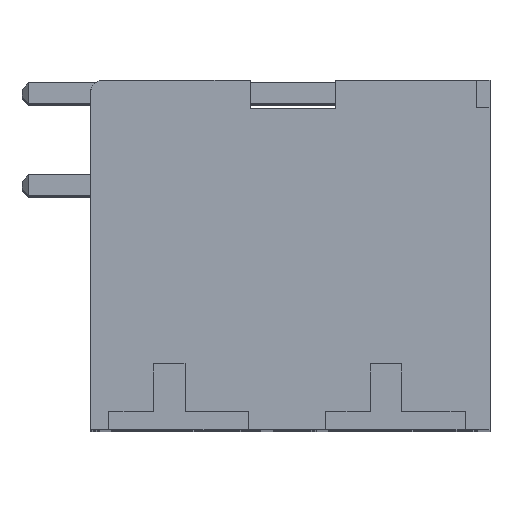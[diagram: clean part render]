
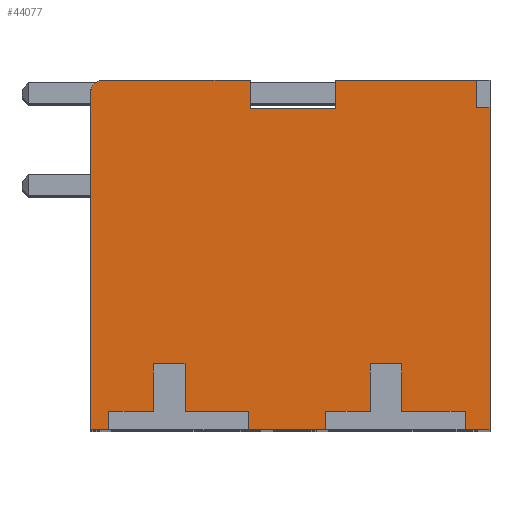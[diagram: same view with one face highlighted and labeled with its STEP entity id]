
A CAD part, top view. The second image highlights one B-rep face of the part: STEP entity #44077.
In plain terms, the highlighted planar face has unit normal (0, 0, 1).
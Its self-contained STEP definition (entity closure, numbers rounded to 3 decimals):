
#11554=DIRECTION('',(-1.,0.,0.));
#11555=VECTOR('',#11554,5.39);
#11556=CARTESIAN_POINT('',(11.703,13.3,33.7));
#11557=LINE('',#11556,#11555);
#11722=DIRECTION('',(0.,-1.,0.));
#11723=VECTOR('',#11722,1.092);
#11724=CARTESIAN_POINT('',(6.313,13.3,33.7));
#11725=LINE('',#11724,#11723);
#11822=DIRECTION('',(0.,1.,0.));
#11823=VECTOR('',#11822,1.092);
#11824=CARTESIAN_POINT('',(3.074,12.208,33.7));
#11825=LINE('',#11824,#11823);
#12246=DIRECTION('',(-1.,0.,0.));
#12247=VECTOR('',#12246,5.716);
#12248=CARTESIAN_POINT('',(3.074,13.3,33.7));
#12249=LINE('',#12248,#12247);
#12586=DIRECTION('',(0.,-1.,0.));
#12587=VECTOR('',#12586,0.02);
#12588=CARTESIAN_POINT('',(-2.641,13.3,33.7));
#12589=LINE('',#12588,#12587);
#15052=DIRECTION('',(-1.,0.,0.));
#15053=VECTOR('',#15052,3.238);
#15054=CARTESIAN_POINT('',(6.313,12.208,33.7));
#15055=LINE('',#15054,#15053);
#15056=DIRECTION('',(0.,1.,0.));
#15057=VECTOR('',#15056,0.7);
#15058=CARTESIAN_POINT('',(11.25,0.,33.7));
#15059=LINE('',#15058,#15057);
#15060=DIRECTION('',(1.,0.,0.));
#15061=VECTOR('',#15060,2.4);
#15062=CARTESIAN_POINT('',(8.85,0.7,33.7));
#15063=LINE('',#15062,#15061);
#15064=DIRECTION('',(0.,-1.,0.));
#15065=VECTOR('',#15064,1.8);
#15066=CARTESIAN_POINT('',(8.85,2.5,33.7));
#15067=LINE('',#15066,#15065);
#15068=DIRECTION('',(1.,0.,0.));
#15069=VECTOR('',#15068,1.2);
#15070=CARTESIAN_POINT('',(7.65,2.5,33.7));
#15071=LINE('',#15070,#15069);
#15072=DIRECTION('',(0.,1.,0.));
#15073=VECTOR('',#15072,1.8);
#15074=CARTESIAN_POINT('',(7.65,0.7,33.7));
#15075=LINE('',#15074,#15073);
#15076=DIRECTION('',(1.,0.,0.));
#15077=VECTOR('',#15076,1.7);
#15078=CARTESIAN_POINT('',(5.95,0.7,33.7));
#15079=LINE('',#15078,#15077);
#15080=DIRECTION('',(0.,1.,0.));
#15081=VECTOR('',#15080,0.7);
#15082=CARTESIAN_POINT('',(5.95,0.,33.7));
#15083=LINE('',#15082,#15081);
#15084=DIRECTION('',(-1.,0.,0.));
#15085=VECTOR('',#15084,2.95);
#15086=CARTESIAN_POINT('',(5.95,0.,33.7));
#15087=LINE('',#15086,#15085);
#15088=DIRECTION('',(0.,1.,0.));
#15089=VECTOR('',#15088,0.7);
#15090=CARTESIAN_POINT('',(3.,0.,33.7));
#15091=LINE('',#15090,#15089);
#15092=DIRECTION('',(1.,0.,0.));
#15093=VECTOR('',#15092,2.4);
#15094=CARTESIAN_POINT('',(0.6,0.7,33.7));
#15095=LINE('',#15094,#15093);
#15096=DIRECTION('',(0.,-1.,0.));
#15097=VECTOR('',#15096,1.8);
#15098=CARTESIAN_POINT('',(0.6,2.5,33.7));
#15099=LINE('',#15098,#15097);
#15100=DIRECTION('',(1.,0.,0.));
#15101=VECTOR('',#15100,1.2);
#15102=CARTESIAN_POINT('',(-0.6,2.5,33.7));
#15103=LINE('',#15102,#15101);
#15104=DIRECTION('',(0.,1.,0.));
#15105=VECTOR('',#15104,1.8);
#15106=CARTESIAN_POINT('',(-0.6,0.7,33.7));
#15107=LINE('',#15106,#15105);
#15108=DIRECTION('',(1.,0.,0.));
#15109=VECTOR('',#15108,1.7);
#15110=CARTESIAN_POINT('',(-2.3,0.7,33.7));
#15111=LINE('',#15110,#15109);
#15112=DIRECTION('',(0.,1.,0.));
#15113=VECTOR('',#15112,0.7);
#15114=CARTESIAN_POINT('',(-2.3,0.,33.7));
#15115=LINE('',#15114,#15113);
#15116=DIRECTION('',(-1.,0.,0.));
#15117=VECTOR('',#15116,0.7);
#15118=CARTESIAN_POINT('',(-2.3,0.,33.7));
#15119=LINE('',#15118,#15117);
#15120=DIRECTION('',(0.,1.,0.));
#15121=VECTOR('',#15120,12.8);
#15122=CARTESIAN_POINT('',(-3.,0.,33.7));
#15123=LINE('',#15122,#15121);
#15124=CARTESIAN_POINT('',(-2.5,12.8,33.7));
#15125=DIRECTION('',(0.,0.,-1.));
#15126=DIRECTION('',(-1.,0.,0.));
#15127=AXIS2_PLACEMENT_3D('',#15124,#15125,#15126);
#15129=DIRECTION('',(0.,-1.,0.));
#15130=VECTOR('',#15129,12.25);
#15131=CARTESIAN_POINT('',(12.2,12.25,33.7));
#15132=LINE('',#15131,#15130);
#15133=DIRECTION('',(-1.,0.,0.));
#15134=VECTOR('',#15133,0.95);
#15135=CARTESIAN_POINT('',(12.2,0.,33.7));
#15136=LINE('',#15135,#15134);
#15296=DIRECTION('',(0.,1.,0.));
#15297=VECTOR('',#15296,1.05);
#15298=CARTESIAN_POINT('',(11.703,12.25,33.7));
#15299=LINE('',#15298,#15297);
#15312=DIRECTION('',(-1.,0.,0.));
#15313=VECTOR('',#15312,0.497);
#15314=CARTESIAN_POINT('',(12.2,12.25,33.7));
#15315=LINE('',#15314,#15313);
#16552=CARTESIAN_POINT('',(-3.,0.,33.7));
#16553=VERTEX_POINT('',#16552);
#16634=CARTESIAN_POINT('',(12.2,12.25,33.7));
#16635=CARTESIAN_POINT('',(12.2,0.,33.7));
#16636=VERTEX_POINT('',#16634);
#16637=VERTEX_POINT('',#16635);
#16644=CARTESIAN_POINT('',(11.703,13.3,33.7));
#16645=VERTEX_POINT('',#16644);
#16646=CARTESIAN_POINT('',(6.313,13.3,33.7));
#16647=VERTEX_POINT('',#16646);
#16648=CARTESIAN_POINT('',(6.313,12.208,33.7));
#16649=VERTEX_POINT('',#16648);
#16658=CARTESIAN_POINT('',(3.074,12.208,33.7));
#16659=CARTESIAN_POINT('',(3.074,13.3,33.7));
#16660=VERTEX_POINT('',#16658);
#16661=VERTEX_POINT('',#16659);
#16670=CARTESIAN_POINT('',(-2.641,13.3,33.7));
#16671=VERTEX_POINT('',#16670);
#16672=CARTESIAN_POINT('',(-2.641,13.28,33.7));
#16673=VERTEX_POINT('',#16672);
#16702=CARTESIAN_POINT('',(-3.,12.8,33.7));
#16703=VERTEX_POINT('',#16702);
#16704=CARTESIAN_POINT('',(11.703,12.25,33.7));
#16705=VERTEX_POINT('',#16704);
#16948=CARTESIAN_POINT('',(11.25,0.7,33.7));
#16949=VERTEX_POINT('',#16948);
#16950=CARTESIAN_POINT('',(11.25,0.,33.7));
#16951=VERTEX_POINT('',#16950);
#16952=CARTESIAN_POINT('',(5.95,0.,33.7));
#16953=VERTEX_POINT('',#16952);
#16954=CARTESIAN_POINT('',(5.95,0.7,33.7));
#16955=VERTEX_POINT('',#16954);
#16956=CARTESIAN_POINT('',(7.65,0.7,33.7));
#16957=VERTEX_POINT('',#16956);
#16958=CARTESIAN_POINT('',(7.65,2.5,33.7));
#16959=VERTEX_POINT('',#16958);
#16960=CARTESIAN_POINT('',(8.85,2.5,33.7));
#16961=VERTEX_POINT('',#16960);
#16962=CARTESIAN_POINT('',(8.85,0.7,33.7));
#16963=VERTEX_POINT('',#16962);
#16964=CARTESIAN_POINT('',(3.,0.,33.7));
#16965=VERTEX_POINT('',#16964);
#16966=CARTESIAN_POINT('',(-2.3,0.,33.7));
#16967=VERTEX_POINT('',#16966);
#16968=CARTESIAN_POINT('',(-2.3,0.7,33.7));
#16969=VERTEX_POINT('',#16968);
#16970=CARTESIAN_POINT('',(-0.6,0.7,33.7));
#16971=VERTEX_POINT('',#16970);
#16972=CARTESIAN_POINT('',(-0.6,2.5,33.7));
#16973=VERTEX_POINT('',#16972);
#16974=CARTESIAN_POINT('',(0.6,2.5,33.7));
#16975=VERTEX_POINT('',#16974);
#16976=CARTESIAN_POINT('',(0.6,0.7,33.7));
#16977=VERTEX_POINT('',#16976);
#16978=CARTESIAN_POINT('',(3.,0.7,33.7));
#16979=VERTEX_POINT('',#16978);
#44024=CARTESIAN_POINT('',(0.,0.,33.7));
#44025=DIRECTION('',(0.,0.,1.));
#44026=DIRECTION('',(1.,0.,0.));
#44027=AXIS2_PLACEMENT_3D('',#44024,#44025,#44026);
#44028=PLANE('',#44027);
#44030=ORIENTED_EDGE('',*,*,#44029,.T.);
#44032=ORIENTED_EDGE('',*,*,#44031,.F.);
#44034=ORIENTED_EDGE('',*,*,#44033,.F.);
#44036=ORIENTED_EDGE('',*,*,#44035,.F.);
#44038=ORIENTED_EDGE('',*,*,#44037,.F.);
#44040=ORIENTED_EDGE('',*,*,#44039,.F.);
#44042=ORIENTED_EDGE('',*,*,#44041,.F.);
#44043=ORIENTED_EDGE('',*,*,#21887,.T.);
#44045=ORIENTED_EDGE('',*,*,#44044,.T.);
#44047=ORIENTED_EDGE('',*,*,#44046,.F.);
#44049=ORIENTED_EDGE('',*,*,#44048,.F.);
#44051=ORIENTED_EDGE('',*,*,#44050,.F.);
#44053=ORIENTED_EDGE('',*,*,#44052,.F.);
#44055=ORIENTED_EDGE('',*,*,#44054,.F.);
#44057=ORIENTED_EDGE('',*,*,#44056,.F.);
#44058=ORIENTED_EDGE('',*,*,#21879,.T.);
#44060=ORIENTED_EDGE('',*,*,#44059,.T.);
#44062=ORIENTED_EDGE('',*,*,#44061,.T.);
#44063=ORIENTED_EDGE('',*,*,#39557,.F.);
#44064=ORIENTED_EDGE('',*,*,#39527,.F.);
#44065=ORIENTED_EDGE('',*,*,#38700,.F.);
#44066=ORIENTED_EDGE('',*,*,#44019,.F.);
#44067=ORIENTED_EDGE('',*,*,#38488,.F.);
#44068=ORIENTED_EDGE('',*,*,#38473,.F.);
#44070=ORIENTED_EDGE('',*,*,#44069,.F.);
#44072=ORIENTED_EDGE('',*,*,#44071,.F.);
#44073=ORIENTED_EDGE('',*,*,#38266,.T.);
#44074=ORIENTED_EDGE('',*,*,#21895,.T.);
#44075=EDGE_LOOP('',(#44030,#44032,#44034,#44036,#44038,#44040,#44042,#44043,
#44045,#44047,#44049,#44051,#44053,#44055,#44057,#44058,#44060,#44062,#44063,
#44064,#44065,#44066,#44067,#44068,#44070,#44072,#44073,#44074));
#44076=FACE_OUTER_BOUND('',#44075,.F.);
#15128=CIRCLE('',#15127,0.5);
#21879=EDGE_CURVE('',#16967,#16553,#15119,.T.);
#21887=EDGE_CURVE('',#16953,#16965,#15087,.T.);
#21895=EDGE_CURVE('',#16637,#16951,#15136,.T.);
#38266=EDGE_CURVE('',#16636,#16637,#15132,.T.);
#38473=EDGE_CURVE('',#16645,#16647,#11557,.T.);
#38488=EDGE_CURVE('',#16647,#16649,#11725,.T.);
#38700=EDGE_CURVE('',#16660,#16661,#11825,.T.);
#39527=EDGE_CURVE('',#16661,#16671,#12249,.T.);
#39557=EDGE_CURVE('',#16671,#16673,#12589,.T.);
#44019=EDGE_CURVE('',#16649,#16660,#15055,.T.);
#44029=EDGE_CURVE('',#16951,#16949,#15059,.T.);
#44031=EDGE_CURVE('',#16963,#16949,#15063,.T.);
#44033=EDGE_CURVE('',#16961,#16963,#15067,.T.);
#44035=EDGE_CURVE('',#16959,#16961,#15071,.T.);
#44037=EDGE_CURVE('',#16957,#16959,#15075,.T.);
#44039=EDGE_CURVE('',#16955,#16957,#15079,.T.);
#44041=EDGE_CURVE('',#16953,#16955,#15083,.T.);
#44044=EDGE_CURVE('',#16965,#16979,#15091,.T.);
#44046=EDGE_CURVE('',#16977,#16979,#15095,.T.);
#44048=EDGE_CURVE('',#16975,#16977,#15099,.T.);
#44050=EDGE_CURVE('',#16973,#16975,#15103,.T.);
#44052=EDGE_CURVE('',#16971,#16973,#15107,.T.);
#44054=EDGE_CURVE('',#16969,#16971,#15111,.T.);
#44056=EDGE_CURVE('',#16967,#16969,#15115,.T.);
#44059=EDGE_CURVE('',#16553,#16703,#15123,.T.);
#44061=EDGE_CURVE('',#16703,#16673,#15128,.T.);
#44069=EDGE_CURVE('',#16705,#16645,#15299,.T.);
#44071=EDGE_CURVE('',#16636,#16705,#15315,.T.);
#44077=ADVANCED_FACE('',(#44076),#44028,.T.);
